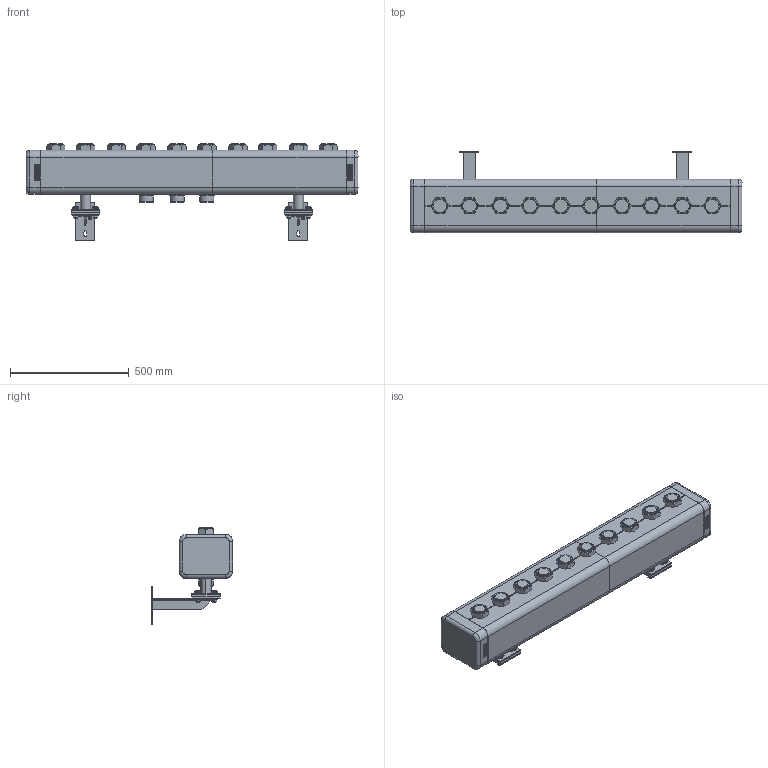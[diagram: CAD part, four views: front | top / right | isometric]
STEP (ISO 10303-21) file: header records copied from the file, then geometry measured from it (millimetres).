
FILE_DESCRIPTION(('CATIA V5 STEP Exchange','CAx-IF Rec.Pracs.--- Model Styling and Organization---1.5--- 2016-08-15','CAx-IF Rec.Pracs.---Supplemental Geometry---1.0---2011-11-01','CAx-IF Rec.Pracs.--- Composite Materials ---3.4---2017-06-13','CAx-IF Rec.Pracs.---Tessellated 3D Geometry---1.0---2015-12-17'),'2;1');
FILE_NAME('STEP_550350_-_TST.stp','2025-11-04T18:46:53+00:00',('none'),('none'),'CATIA Version 5-6 Release 2020 SP5','CATIA V5 STEP AP242 v2','none');
FILE_SCHEMA(('AP242_MANAGED_MODEL_BASED_3D_ENGINEERING_MIM_LF {1 0 10303 442 1 1 4}'));
Products named in the file (1): 550350 - TST
Bounding box: 1395 x 342.5 x 405 mm (x, y, z)
Volume: 62202681.5 mm3; surface area: 3988754.8 mm2
Topology: 102 solids, 104 shells, 2823 faces, 7346 edges, 4849 vertices
Faces by surface type: plane 1360, cylinder 995, cone 356, torus 100, sphere 8, extrusion 4
Entity records: 86350 total; most frequent: CARTESIAN_POINT 23491, ORIENTED_EDGE 14676, DIRECTION 9595, EDGE_CURVE 7338, VERTEX_POINT 4849, AXIS2_PLACEMENT_3D 4087, VECTOR 3805, LINE 3801
